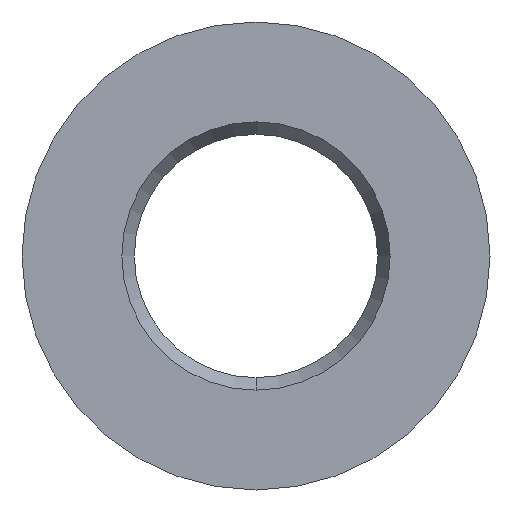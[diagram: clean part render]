
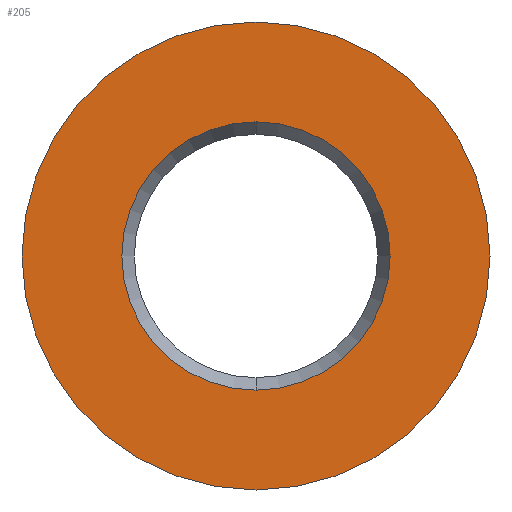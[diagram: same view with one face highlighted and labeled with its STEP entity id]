
A CAD part, front view. The second image highlights one B-rep face of the part: STEP entity #205.
In plain terms, the highlighted planar face has unit normal (0, -1, 0).
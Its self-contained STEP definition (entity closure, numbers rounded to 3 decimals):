
#6 = FACE_BOUND ( 'NONE', #80, .T. ) ;
#16 = PLANE ( 'NONE',  #165 ) ;
#19 = EDGE_LOOP ( 'NONE', ( #198, #119 ) ) ;
#27 = VERTEX_POINT ( 'NONE', #236 ) ;
#32 = DIRECTION ( 'NONE',  ( 0., 0., -1. ) ) ;
#43 = AXIS2_PLACEMENT_3D ( 'NONE', #421, #463, #102 ) ;
#61 = VERTEX_POINT ( 'NONE', #140 ) ;
#69 = ORIENTED_EDGE ( 'NONE', *, *, #254, .F. ) ;
#76 = AXIS2_PLACEMENT_3D ( 'NONE', #347, #274, #372 ) ;
#80 = EDGE_LOOP ( 'NONE', ( #238, #69 ) ) ;
#85 = CIRCLE ( 'NONE', #282, 8.6 ) ;
#102 = DIRECTION ( 'NONE',  ( 0., 0., -1. ) ) ;
#103 = CARTESIAN_POINT ( 'NONE',  ( 0., 0., 15. ) ) ;
#119 = ORIENTED_EDGE ( 'NONE', *, *, #300, .T. ) ;
#139 = DIRECTION ( 'NONE',  ( 0., -1., 0. ) ) ;
#140 = CARTESIAN_POINT ( 'NONE',  ( 0., 0., 8.6 ) ) ;
#147 = CIRCLE ( 'NONE', #43, 15. ) ;
#152 = EDGE_CURVE ( 'NONE', #440, #299, #379, .T. ) ;
#165 = AXIS2_PLACEMENT_3D ( 'NONE', #214, #391, #414 ) ;
#198 = ORIENTED_EDGE ( 'NONE', *, *, #152, .T. ) ;
#201 = CARTESIAN_POINT ( 'NONE',  ( 0., 0., 0. ) ) ;
#205 = ADVANCED_FACE ( 'NONE', ( #6, #360 ), #16, .F. ) ;
#211 = DIRECTION ( 'NONE',  ( 0., 0., -1. ) ) ;
#214 = CARTESIAN_POINT ( 'NONE',  ( -15., 0., 0. ) ) ;
#236 = CARTESIAN_POINT ( 'NONE',  ( 0., 0., -8.6 ) ) ;
#238 = ORIENTED_EDGE ( 'NONE', *, *, #308, .F. ) ;
#254 = EDGE_CURVE ( 'NONE', #61, #27, #85, .T. ) ;
#274 = DIRECTION ( 'NONE',  ( 0., -1., 0. ) ) ;
#282 = AXIS2_PLACEMENT_3D ( 'NONE', #201, #139, #32 ) ;
#299 = VERTEX_POINT ( 'NONE', #103 ) ;
#300 = EDGE_CURVE ( 'NONE', #299, #440, #147, .T. ) ;
#301 = CARTESIAN_POINT ( 'NONE',  ( 0., 0., -15. ) ) ;
#308 = EDGE_CURVE ( 'NONE', #27, #61, #336, .T. ) ;
#336 = CIRCLE ( 'NONE', #358, 8.6 ) ;
#347 = CARTESIAN_POINT ( 'NONE',  ( 0., 0., 0. ) ) ;
#358 = AXIS2_PLACEMENT_3D ( 'NONE', #386, #420, #211 ) ;
#360 = FACE_OUTER_BOUND ( 'NONE', #19, .T. ) ;
#372 = DIRECTION ( 'NONE',  ( 0., 0., -1. ) ) ;
#379 = CIRCLE ( 'NONE', #76, 15. ) ;
#386 = CARTESIAN_POINT ( 'NONE',  ( 0., 0., 0. ) ) ;
#391 = DIRECTION ( 'NONE',  ( 0., 1., 0. ) ) ;
#414 = DIRECTION ( 'NONE',  ( 0., 0., 1. ) ) ;
#420 = DIRECTION ( 'NONE',  ( 0., -1., 0. ) ) ;
#421 = CARTESIAN_POINT ( 'NONE',  ( 0., 0., 0. ) ) ;
#440 = VERTEX_POINT ( 'NONE', #301 ) ;
#463 = DIRECTION ( 'NONE',  ( 0., -1., 0. ) ) ;
